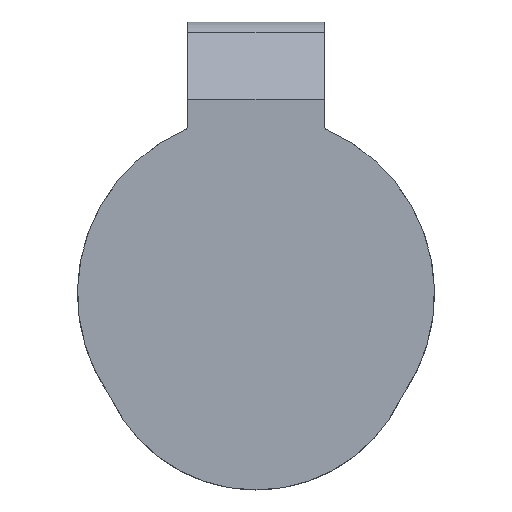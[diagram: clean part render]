
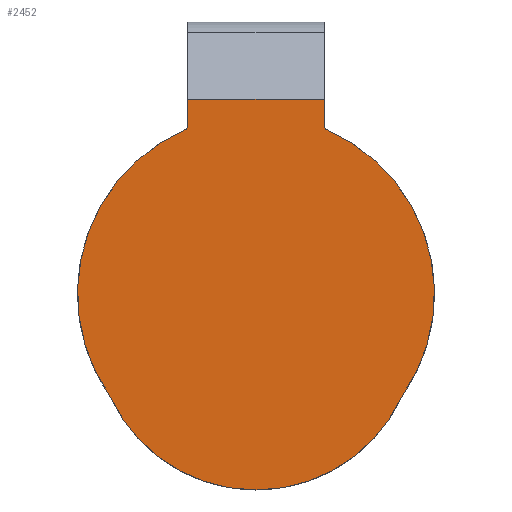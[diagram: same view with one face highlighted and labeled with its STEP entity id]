
A CAD part, top view. The second image highlights one B-rep face of the part: STEP entity #2452.
In plain terms, the highlighted planar face has unit normal (0, 0, 1).
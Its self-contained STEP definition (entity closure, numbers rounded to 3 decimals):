
#86=PLANE('',#2829);
#221=LINE('',#4406,#367);
#234=LINE('',#4489,#380);
#256=LINE('',#4552,#402);
#367=VECTOR('',#3532,10.);
#380=VECTOR('',#3589,10.);
#402=VECTOR('',#3669,10.);
#630=FACE_OUTER_BOUND('',#794,.T.);
#794=EDGE_LOOP('',(#2273,#2274,#2275,#2276,#2277,#2278,#2279,#2280));
#962=CIRCLE('',#2770,0.75);
#964=CIRCLE('',#2773,30.);
#971=CIRCLE('',#2784,30.);
#973=CIRCLE('',#2787,0.75);
#990=CIRCLE('',#2827,27.);
#1165=VERTEX_POINT('',#4403);
#1166=VERTEX_POINT('',#4405);
#1168=VERTEX_POINT('',#4411);
#1172=VERTEX_POINT('',#4434);
#1179=VERTEX_POINT('',#4456);
#1180=VERTEX_POINT('',#4458);
#1183=VERTEX_POINT('',#4479);
#1186=VERTEX_POINT('',#4487);
#1491=EDGE_CURVE('',#1166,#1165,#221,.T.);
#1495=EDGE_CURVE('',#1168,#1165,#962,.T.);
#1500=EDGE_CURVE('',#1168,#1172,#964,.T.);
#1511=EDGE_CURVE('',#1180,#1179,#971,.T.);
#1516=EDGE_CURVE('',#1183,#1179,#973,.T.);
#1520=EDGE_CURVE('',#1183,#1186,#234,.T.);
#1552=EDGE_CURVE('',#1186,#1166,#256,.T.);
#1560=EDGE_CURVE('',#1172,#1180,#990,.T.);
#2273=ORIENTED_EDGE('',*,*,#1511,.T.);
#2274=ORIENTED_EDGE('',*,*,#1516,.F.);
#2275=ORIENTED_EDGE('',*,*,#1520,.T.);
#2276=ORIENTED_EDGE('',*,*,#1552,.T.);
#2277=ORIENTED_EDGE('',*,*,#1491,.T.);
#2278=ORIENTED_EDGE('',*,*,#1495,.F.);
#2279=ORIENTED_EDGE('',*,*,#1500,.T.);
#2280=ORIENTED_EDGE('',*,*,#1560,.T.);
#2452=ADVANCED_FACE('',(#630),#86,.T.);
#2770=AXIS2_PLACEMENT_3D('',#4413,#3539,#3540);
#2773=AXIS2_PLACEMENT_3D('',#4436,#3547,#3548);
#2784=AXIS2_PLACEMENT_3D('',#4459,#3573,#3574);
#2787=AXIS2_PLACEMENT_3D('',#4481,#3581,#3582);
#2827=AXIS2_PLACEMENT_3D('',#4629,#3686,#3687);
#2829=AXIS2_PLACEMENT_3D('',#4631,#3690,#3691);
#3532=DIRECTION('',(0.,-1.,0.));
#3539=DIRECTION('center_axis',(0.,0.,1.));
#3540=DIRECTION('ref_axis',(0.836,-0.548,0.));
#3547=DIRECTION('center_axis',(0.,0.,1.));
#3548=DIRECTION('ref_axis',(-1.,0.,0.));
#3573=DIRECTION('center_axis',(0.,0.,1.));
#3574=DIRECTION('ref_axis',(-1.,0.,0.));
#3581=DIRECTION('center_axis',(0.,0.,1.));
#3582=DIRECTION('ref_axis',(-0.836,-0.548,0.));
#3589=DIRECTION('',(0.,1.,0.));
#3669=DIRECTION('',(-1.,0.,0.));
#3686=DIRECTION('center_axis',(0.,0.,1.));
#3687=DIRECTION('ref_axis',(-1.,0.,0.));
#3690=DIRECTION('center_axis',(0.,0.,1.));
#3691=DIRECTION('ref_axis',(1.,0.,0.));
#4403=CARTESIAN_POINT('',(-11.5,28.205,2.5));
#4405=CARTESIAN_POINT('',(-11.5,32.708,2.5));
#4406=CARTESIAN_POINT('',(-11.5,32.708,2.5));
#4411=CARTESIAN_POINT('',(-11.951,27.517,2.5));
#4413=CARTESIAN_POINT('Origin',(-12.25,28.205,2.5));
#4434=CARTESIAN_POINT('',(-24.545,-17.25,2.5));
#4436=CARTESIAN_POINT('Origin',(0.,0.,2.5));
#4456=CARTESIAN_POINT('',(11.951,27.517,2.5));
#4458=CARTESIAN_POINT('',(24.545,-17.25,2.5));
#4459=CARTESIAN_POINT('Origin',(0.,0.,2.5));
#4479=CARTESIAN_POINT('',(11.5,28.205,2.5));
#4481=CARTESIAN_POINT('Origin',(12.25,28.205,2.5));
#4487=CARTESIAN_POINT('',(11.5,32.708,2.5));
#4489=CARTESIAN_POINT('',(11.5,27.708,2.5));
#4552=CARTESIAN_POINT('',(11.5,32.708,2.5));
#4629=CARTESIAN_POINT('Origin',(0.,-6.,2.5));
#4631=CARTESIAN_POINT('Origin',(0.,0.,
2.5));
